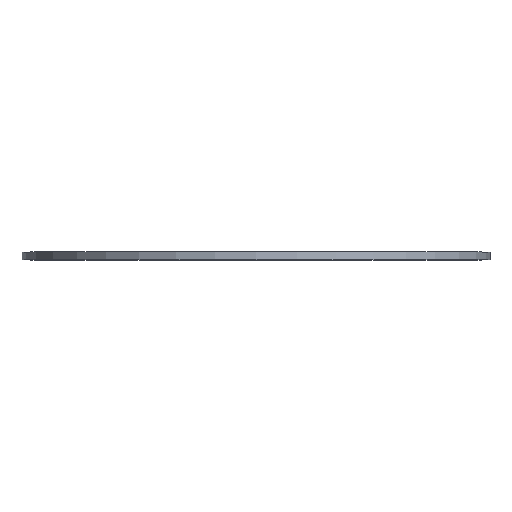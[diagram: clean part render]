
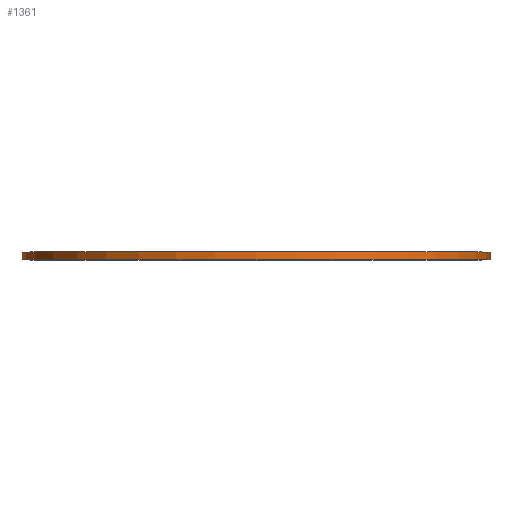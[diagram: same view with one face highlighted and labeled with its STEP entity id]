
A CAD part, top view. The second image highlights one B-rep face of the part: STEP entity #1361.
In plain terms, the highlighted cylindrical face has radius 300 mm (diameter 600 mm), a full revolution.
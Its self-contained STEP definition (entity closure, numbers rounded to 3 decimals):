
#346=FACE_BOUND('',#554,.T.);
#437=FACE_OUTER_BOUND('',#553,.T.);
#553=EDGE_LOOP('',(#1236));
#554=EDGE_LOOP('',(#1237));
#605=CIRCLE('',#1419,300.);
#630=CIRCLE('',#1480,300.);
#691=VERTEX_POINT('',#2002);
#760=VERTEX_POINT('',#2203);
#834=EDGE_CURVE('',#691,#691,#605,.T.);
#930=EDGE_CURVE('',#760,#760,#630,.T.);
#1236=ORIENTED_EDGE('',*,*,#834,.F.);
#1237=ORIENTED_EDGE('',*,*,#930,.T.);
#1295=CYLINDRICAL_SURFACE('',#1479,300.);
#1361=ADVANCED_FACE('',(#437,#346),#1295,.T.);
#1419=AXIS2_PLACEMENT_3D('',#2003,#1641,#1642);
#1479=AXIS2_PLACEMENT_3D('',#2202,#1832,#1833);
#1480=AXIS2_PLACEMENT_3D('',#2204,#1834,#1835);
#1641=DIRECTION('center_axis',(0.,1.,0.));
#1642=DIRECTION('ref_axis',(1.,0.,0.));
#1832=DIRECTION('center_axis',(0.,1.,0.));
#1833=DIRECTION('ref_axis',(1.,0.,0.));
#1834=DIRECTION('center_axis',(0.,1.,0.));
#1835=DIRECTION('ref_axis',(1.,0.,0.));
#2002=CARTESIAN_POINT('',(-300.,10.,0.));
#2003=CARTESIAN_POINT('Origin',(0.,10.,0.));
#2202=CARTESIAN_POINT('Origin',(0.,0.,0.));
#2203=CARTESIAN_POINT('',(-300.,0.,0.));
#2204=CARTESIAN_POINT('Origin',(0.,0.,0.));
